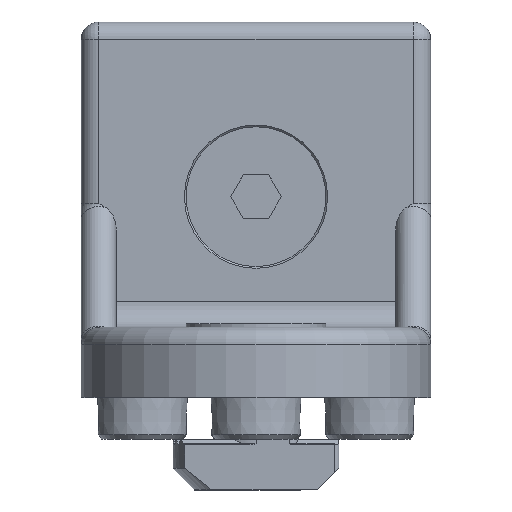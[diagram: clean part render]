
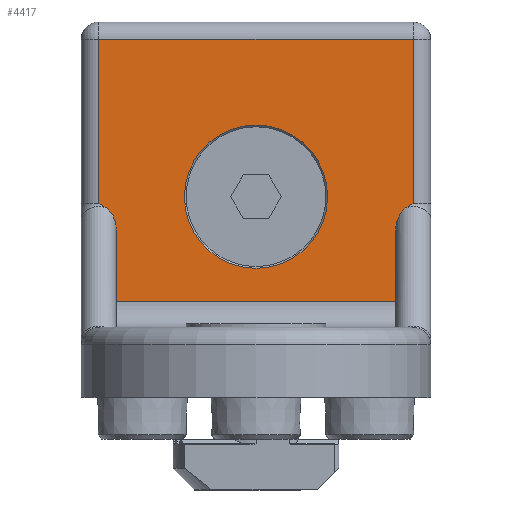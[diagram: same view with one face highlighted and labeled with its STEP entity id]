
A CAD part, top view. The second image highlights one B-rep face of the part: STEP entity #4417.
In plain terms, the highlighted face is planar.
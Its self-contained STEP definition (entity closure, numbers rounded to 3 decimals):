
#125=B_SPLINE_CURVE_WITH_KNOTS('',3,(#7635,#7636,#7637,#7638),
 .UNSPECIFIED.,.F.,.F.,(4,4),(0.,0.001),.UNSPECIFIED.);
#126=B_SPLINE_CURVE_WITH_KNOTS('',3,(#7643,#7644,#7645,#7646),
 .UNSPECIFIED.,.F.,.F.,(4,4),(0.,0.001),.UNSPECIFIED.);
#269=ELLIPSE('',#4954,2.828,2.);
#270=ELLIPSE('',#4955,2.828,2.);
#498=LINE('',#7621,#817);
#501=LINE('',#7630,#820);
#502=LINE('',#7640,#821);
#503=LINE('',#7641,#822);
#504=LINE('',#7650,#823);
#505=LINE('',#7652,#824);
#817=VECTOR('',#6087,1000.);
#820=VECTOR('',#6098,1000.);
#821=VECTOR('',#6101,1000.);
#822=VECTOR('',#6102,1000.);
#823=VECTOR('',#6105,1000.);
#824=VECTOR('',#6106,1000.);
#1622=ORIENTED_EDGE('',*,*,#2606,.F.);
#1623=ORIENTED_EDGE('',*,*,#2607,.F.);
#1624=ORIENTED_EDGE('',*,*,#2608,.T.);
#1625=ORIENTED_EDGE('',*,*,#2609,.T.);
#1626=ORIENTED_EDGE('',*,*,#2610,.T.);
#1627=ORIENTED_EDGE('',*,*,#2602,.F.);
#1628=ORIENTED_EDGE('',*,*,#2611,.T.);
#1629=ORIENTED_EDGE('',*,*,#2612,.T.);
#1630=ORIENTED_EDGE('',*,*,#2613,.T.);
#1631=ORIENTED_EDGE('',*,*,#2614,.T.);
#1632=ORIENTED_EDGE('',*,*,#2615,.T.);
#2602=EDGE_CURVE('',#3139,#3140,#498,.T.);
#2606=EDGE_CURVE('',#3141,#3141,#3397,.T.);
#2607=EDGE_CURVE('',#3142,#3143,#501,.T.);
#2608=EDGE_CURVE('',#3142,#3144,#269,.T.);
#2609=EDGE_CURVE('',#3144,#3145,#125,.T.);
#2610=EDGE_CURVE('',#3145,#3140,#502,.T.);
#2611=EDGE_CURVE('',#3139,#3146,#503,.F.);
#2612=EDGE_CURVE('',#3146,#3147,#126,.F.);
#2613=EDGE_CURVE('',#3147,#3148,#270,.T.);
#2614=EDGE_CURVE('',#3148,#3149,#504,.T.);
#2615=EDGE_CURVE('',#3149,#3143,#505,.T.);
#3139=VERTEX_POINT('',#7620);
#3140=VERTEX_POINT('',#7622);
#3141=VERTEX_POINT('',#7629);
#3142=VERTEX_POINT('',#7631);
#3143=VERTEX_POINT('',#7632);
#3144=VERTEX_POINT('',#7634);
#3145=VERTEX_POINT('',#7639);
#3146=VERTEX_POINT('',#7642);
#3147=VERTEX_POINT('',#7647);
#3148=VERTEX_POINT('',#7649);
#3149=VERTEX_POINT('',#7651);
#3397=CIRCLE('',#4953,8.2);
#3658=EDGE_LOOP('',(#1622));
#3659=EDGE_LOOP('',(#1623,#1624,#1625,#1626,#1627,#1628,#1629,#1630,#1631,
#1632));
#3991=FACE_BOUND('',#3658,.T.);
#3992=FACE_BOUND('',#3659,.T.);
#4257=PLANE('',#4952);
#4417=ADVANCED_FACE('',(#3991,#3992),#4257,.F.);
#4952=AXIS2_PLACEMENT_3D('',#7627,#6094,#6095);
#4953=AXIS2_PLACEMENT_3D('',#7628,#6096,#6097);
#4954=AXIS2_PLACEMENT_3D('',#7633,#6099,#6100);
#4955=AXIS2_PLACEMENT_3D('',#7648,#6103,#6104);
#6087=DIRECTION('',(-1.,0.,0.));
#6094=DIRECTION('',(0.,-1.,0.));
#6095=DIRECTION('',(0.,0.,-1.));
#6096=DIRECTION('',(0.,1.,0.));
#6097=DIRECTION('',(0.,0.,1.));
#6098=DIRECTION('',(0.,0.,-1.));
#6099=DIRECTION('',(0.,-1.,0.));
#6100=DIRECTION('',(0.,0.,-1.));
#6101=DIRECTION('',(0.,0.,1.));
#6102=DIRECTION('',(0.,0.,1.));
#6103=DIRECTION('',(0.,-1.,0.));
#6104=DIRECTION('',(0.,0.,1.));
#6105=DIRECTION('',(0.,0.,-1.));
#6106=DIRECTION('',(-1.,0.,0.));
#7620=CARTESIAN_POINT('',(18.,8.,-2.));
#7621=CARTESIAN_POINT('',(20.,8.,-2.));
#7622=CARTESIAN_POINT('',(-18.,8.,-2.));
#7627=CARTESIAN_POINT('',(20.,8.,-20.793));
#7628=CARTESIAN_POINT('',(0.,8.,-20.));
#7629=CARTESIAN_POINT('',(0.,8.,-11.8));
#7630=CARTESIAN_POINT('',(-16.,8.,-20.793));
#7631=CARTESIAN_POINT('',(-16.,8.,-23.829));
#7632=CARTESIAN_POINT('',(-16.,8.,-32.));
#7633=CARTESIAN_POINT('',(-18.,8.,-23.829));
#7634=CARTESIAN_POINT('',(-17.114,8.,-21.293));
#7635=CARTESIAN_POINT('',(-17.114,8.,-21.293));
#7636=CARTESIAN_POINT('',(-17.392,8.,-21.098));
#7637=CARTESIAN_POINT('',(-17.697,8.,-20.945));
#7638=CARTESIAN_POINT('',(-18.,8.,-20.793));
#7639=CARTESIAN_POINT('',(-18.,8.,-20.793));
#7640=CARTESIAN_POINT('',(-18.,8.,-20.793));
#7641=CARTESIAN_POINT('',(18.,8.,-20.793));
#7642=CARTESIAN_POINT('',(18.,8.,-20.793));
#7643=CARTESIAN_POINT('',(17.114,8.,-21.293));
#7644=CARTESIAN_POINT('',(17.392,8.,-21.098));
#7645=CARTESIAN_POINT('',(17.697,8.,-20.945));
#7646=CARTESIAN_POINT('',(18.,8.,-20.793));
#7647=CARTESIAN_POINT('',(17.114,8.,-21.293));
#7648=CARTESIAN_POINT('',(18.,8.,-23.829));
#7649=CARTESIAN_POINT('',(16.,8.,-23.829));
#7650=CARTESIAN_POINT('',(16.,8.,-20.793));
#7651=CARTESIAN_POINT('',(16.,8.,-32.));
#7652=CARTESIAN_POINT('',(16.,8.,-32.));
